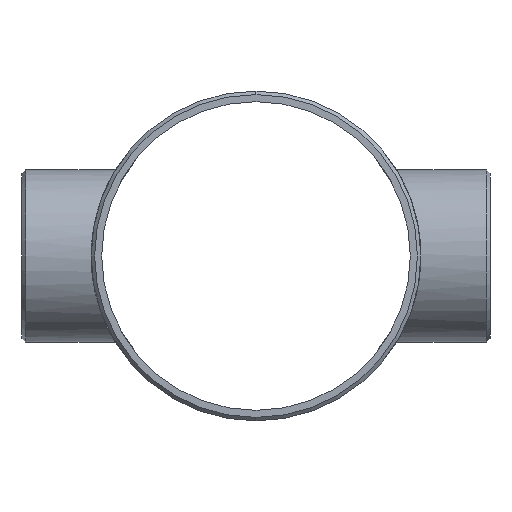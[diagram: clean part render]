
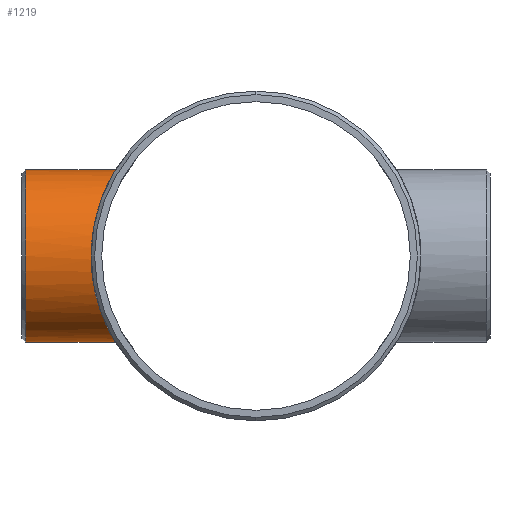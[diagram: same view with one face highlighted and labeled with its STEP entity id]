
A CAD part, left-side view. The second image highlights one B-rep face of the part: STEP entity #1219.
In plain terms, the highlighted cylindrical face has radius 57.15 mm (diameter 114.3 mm), a partial arc.
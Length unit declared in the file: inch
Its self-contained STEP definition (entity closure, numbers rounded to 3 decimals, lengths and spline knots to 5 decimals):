
#36 = CARTESIAN_POINT ( 'NONE',  ( -2.24989, 4.31245, -0.15187 ) ) ;
#43 = CARTESIAN_POINT ( 'NONE',  ( -2.16097, 4.26671, -0.62779 ) ) ;
#51 = EDGE_CURVE ( 'NONE', #104, #122, #822, .T. ) ;
#57 = CARTESIAN_POINT ( 'NONE',  ( -2.17219, 4.27238, 0.59128 ) ) ;
#58 = CARTESIAN_POINT ( 'NONE',  ( -1.94814, 4.16235, -1.13513 ) ) ;
#61 = CARTESIAN_POINT ( 'NONE',  ( -2.23125, 4.30274, 0.29944 ) ) ;
#69 = CARTESIAN_POINT ( 'NONE',  ( -1.37451, 3.92571, 1.78736 ) ) ;
#81 = DIRECTION ( 'NONE',  ( 0., -1., 0. ) ) ;
#85 = EDGE_CURVE ( 'NONE', #122, #1057, #961, .T. ) ;
#104 = VERTEX_POINT ( 'NONE', #259 ) ;
#121 = LINE ( 'NONE', #1106, #656 ) ;
#122 = VERTEX_POINT ( 'NONE', #376 ) ;
#127 = CARTESIAN_POINT ( 'NONE',  ( -0.59071, 3.72548, -2.17235 ) ) ;
#134 = CARTESIAN_POINT ( 'NONE',  ( -1.64106, 4.02816, -1.54098 ) ) ;
#155 = CARTESIAN_POINT ( 'NONE',  ( -0.48122, 3.71018, 2.19825 ) ) ;
#165 = CARTESIAN_POINT ( 'NONE',  ( -0.73304, 3.75118, -2.12756 ) ) ;
#167 = CARTESIAN_POINT ( 'NONE',  ( -1.82383, 4.10623, 1.31814 ) ) ;
#184 = CARTESIAN_POINT ( 'NONE',  ( -1.68963, 4.04824, -1.48759 ) ) ;
#198 = AXIS2_PLACEMENT_3D ( 'NONE', #1121, #335, #517 ) ;
#220 = CARTESIAN_POINT ( 'NONE',  ( -1.37358, 3.92698, -1.78244 ) ) ;
#225 = CARTESIAN_POINT ( 'NONE',  ( -1.4858, 3.96738, -1.69119 ) ) ;
#236 = CARTESIAN_POINT ( 'NONE',  ( -2.24535, 4.31008, 0.14942 ) ) ;
#245 = CARTESIAN_POINT ( 'NONE',  ( -2.18964, 4.28131, -0.51902 ) ) ;
#249 = CARTESIAN_POINT ( 'NONE',  ( -2.12791, 4.25003, -0.73492 ) ) ;
#255 = CARTESIAN_POINT ( 'NONE',  ( -2.17117, 4.27189, -0.59154 ) ) ;
#259 = CARTESIAN_POINT ( 'NONE',  ( 0., 6.02767, -2.25 ) ) ;
#261 = CARTESIAN_POINT ( 'NONE',  ( 0., 3.67902, -2.25 ) ) ;
#264 = CARTESIAN_POINT ( 'NONE',  ( -1.00339, 3.81114, 2.01916 ) ) ;
#272 = CARTESIAN_POINT ( 'NONE',  ( -2.13934, 4.2558, 0.69794 ) ) ;
#283 = CARTESIAN_POINT ( 'NONE',  ( -0.59058, 3.72594, 2.17143 ) ) ;
#327 = CARTESIAN_POINT ( 'NONE',  ( -0.51867, 3.71469, -2.19066 ) ) ;
#335 = DIRECTION ( 'NONE',  ( 0., -1., 0. ) ) ;
#359 = CARTESIAN_POINT ( 'NONE',  ( 0., 3.67902, 2.25 ) ) ;
#376 = CARTESIAN_POINT ( 'NONE',  ( 0., 3.67902, -2.25 ) ) ;
#388 = DIRECTION ( 'NONE',  ( 0., 0., -1. ) ) ;
#391 = CARTESIAN_POINT ( 'NONE',  ( -1.7589, 4.0778, -1.4036 ) ) ;
#410 = EDGE_LOOP ( 'NONE', ( #805, #1034, #531, #887 ) ) ;
#492 = FACE_OUTER_BOUND ( 'NONE', #410, .T. ) ;
#517 = DIRECTION ( 'NONE',  ( 0., 0., 1. ) ) ;
#531 = ORIENTED_EDGE ( 'NONE', *, *, #51, .T. ) ;
#541 = CIRCLE ( 'NONE', #198, 2.25 ) ;
#561 = CARTESIAN_POINT ( 'NONE',  ( -0.14956, 3.67902, 2.25 ) ) ;
#566 = CARTESIAN_POINT ( 'NONE',  ( -0.80262, 3.76539, -2.1023 ) ) ;
#568 = CARTESIAN_POINT ( 'NONE',  ( -0.73257, 3.7506, 2.12869 ) ) ;
#573 = CARTESIAN_POINT ( 'NONE',  ( -2.22006, 4.29694, 0.37333 ) ) ;
#576 = CARTESIAN_POINT ( 'NONE',  ( -1.94692, 4.16177, 1.13722 ) ) ;
#579 = CYLINDRICAL_SURFACE ( 'NONE', #993, 2.25 ) ;
#621 = DIRECTION ( 'NONE',  ( 0., -1., 0. ) ) ;
#622 = CARTESIAN_POINT ( 'NONE',  ( -1.82516, 4.10682, -1.3163 ) ) ;
#631 = CARTESIAN_POINT ( 'NONE',  ( -1.53914, 3.98772, -1.64278 ) ) ;
#652 = EDGE_CURVE ( 'NONE', #723, #104, #541, .T. ) ;
#656 = VECTOR ( 'NONE', #621, 39.37008 ) ;
#666 = CARTESIAN_POINT ( 'NONE',  ( -0.15178, 3.67902, -2.25 ) ) ;
#669 = CARTESIAN_POINT ( 'NONE',  ( -0.80153, 3.76475, 2.10366 ) ) ;
#675 = CARTESIAN_POINT ( 'NONE',  ( -1.13134, 3.84731, 1.95039 ) ) ;
#682 = CARTESIAN_POINT ( 'NONE',  ( -1.84497, 4.11567, 1.28838 ) ) ;
#723 = VERTEX_POINT ( 'NONE', #904 ) ;
#724 = CARTESIAN_POINT ( 'NONE',  ( -1.78139, 4.08756, -1.37495 ) ) ;
#731 = CARTESIAN_POINT ( 'NONE',  ( -1.28541, 3.897, -1.84704 ) ) ;
#737 = DIRECTION ( 'NONE',  ( 0., -1., 0. ) ) ;
#742 = CARTESIAN_POINT ( 'NONE',  ( -2.24911, 4.31204, 0.07372 ) ) ;
#743 = EDGE_CURVE ( 'NONE', #723, #1057, #121, .T. ) ;
#765 = CARTESIAN_POINT ( 'NONE',  ( -2.01732, 4.19551, -1.0072 ) ) ;
#771 = CARTESIAN_POINT ( 'NONE',  ( -1.68783, 4.04749, 1.48963 ) ) ;
#773 = CARTESIAN_POINT ( 'NONE',  ( -2.24252, 4.3086, 0.18715 ) ) ;
#793 = CARTESIAN_POINT ( 'NONE',  ( 0., 3.67902, 2.25 ) ) ;
#805 = ORIENTED_EDGE ( 'NONE', *, *, #743, .F. ) ;
#822 = LINE ( 'NONE', #1238, #870 ) ;
#836 = CARTESIAN_POINT ( 'NONE',  ( -2.25003, 4.31251, 0.03601 ) ) ;
#864 = CARTESIAN_POINT ( 'NONE',  ( -1.63911, 4.02736, 1.54305 ) ) ;
#869 = CARTESIAN_POINT ( 'NONE',  ( -1.0061, 3.81183, -2.01787 ) ) ;
#870 = VECTOR ( 'NONE', #737, 39.37008 ) ;
#880 = CARTESIAN_POINT ( 'NONE',  ( -2.01661, 4.19516, 1.00882 ) ) ;
#887 = ORIENTED_EDGE ( 'NONE', *, *, #85, .T. ) ;
#904 = CARTESIAN_POINT ( 'NONE',  ( 0., 6.02767, 2.25 ) ) ;
#951 = CARTESIAN_POINT ( 'NONE',  ( -2.19053, 4.28175, 0.51925 ) ) ;
#960 = CARTESIAN_POINT ( 'NONE',  ( -0.83692, 3.77286, -2.08888 ) ) ;
#961 = B_SPLINE_CURVE_WITH_KNOTS ( 'NONE', 3,
 ( #261, #666, #1214, #327, #127, #1052, #165, #566, #960, #869, #1107, #731, #1117, #220, #1112, #225, #631, #134, #184, #391, #724, #622, #1012, #58, #765, #1122, #249, #43, #255, #245, #1046, #1145, #36, #836, #742, #236, #773, #61, #573, #951, #57, #272, #1252, #1166, #1248, #880, #576, #682, #167, #1159, #1068, #771, #864, #978, #69, #675, #264, #669, #568, #1172, #283, #1044, #155, #965, #561, #359 ),
 .UNSPECIFIED., .F., .F.,
 ( 4, 2, 2, 2, 2, 2, 2, 2, 2, 2, 2, 2, 2, 2, 2, 2, 2, 2, 2, 2, 2, 2, 2, 2, 2, 2, 2, 2, 2, 2, 2, 2, 4 ),
 ( 0., 0.01138, 0.01707, 0.01992, 0.02276, 0.03414, 0.03699, 0.03983, 0.04552, 0.05121, 0.05406, 0.0569, 0.06828, 0.07397, 0.07682, 0.07966, 0.09104, 0.09389, 0.09673, 0.10242, 0.10811, 0.11096, 0.1138, 0.12518, 0.12803, 0.13087, 0.13656, 0.14794, 0.15932, 0.16501, 0.16786, 0.1707, 0.18208 ),
 .UNSPECIFIED. ) ;
#965 = CARTESIAN_POINT ( 'NONE',  ( -0.29773, 3.68816, 2.23524 ) ) ;
#978 = CARTESIAN_POINT ( 'NONE',  ( -1.48591, 3.96665, 1.69569 ) ) ;
#993 = AXIS2_PLACEMENT_3D ( 'NONE', #1182, #81, #388 ) ;
#1012 = CARTESIAN_POINT ( 'NONE',  ( -1.84633, 4.11628, -1.28643 ) ) ;
#1034 = ORIENTED_EDGE ( 'NONE', *, *, #652, .T. ) ;
#1044 = CARTESIAN_POINT ( 'NONE',  ( -0.51797, 3.71513, 2.18989 ) ) ;
#1046 = CARTESIAN_POINT ( 'NONE',  ( -2.19794, 4.28557, -0.48263 ) ) ;
#1052 = CARTESIAN_POINT ( 'NONE',  ( -0.69766, 3.74442, -2.13943 ) ) ;
#1057 = VERTEX_POINT ( 'NONE', #793 ) ;
#1068 = CARTESIAN_POINT ( 'NONE',  ( -1.75738, 4.07714, 1.4055 ) ) ;
#1106 = CARTESIAN_POINT ( 'NONE',  ( 0., 6.12, 2.25 ) ) ;
#1107 = CARTESIAN_POINT ( 'NONE',  ( -1.13403, 3.84812, -1.94879 ) ) ;
#1112 = CARTESIAN_POINT ( 'NONE',  ( -1.4021, 3.93705, -1.76009 ) ) ;
#1117 = CARTESIAN_POINT ( 'NONE',  ( -1.31528, 3.90696, -1.82589 ) ) ;
#1121 = CARTESIAN_POINT ( 'NONE',  ( 0., 6.02767, 0. ) ) ;
#1122 = CARTESIAN_POINT ( 'NONE',  ( -2.10259, 4.23738, -0.80436 ) ) ;
#1145 = CARTESIAN_POINT ( 'NONE',  ( -2.23488, 4.30456, -0.30002 ) ) ;
#1159 = CARTESIAN_POINT ( 'NONE',  ( -1.78002, 4.08696, 1.37672 ) ) ;
#1166 = CARTESIAN_POINT ( 'NONE',  ( -2.10199, 4.23714, 0.80345 ) ) ;
#1172 = CARTESIAN_POINT ( 'NONE',  ( -0.62642, 3.7318, 2.16136 ) ) ;
#1182 = CARTESIAN_POINT ( 'NONE',  ( 0., 6.12, 0. ) ) ;
#1214 = CARTESIAN_POINT ( 'NONE',  ( -0.30032, 3.68842, -2.23481 ) ) ;
#1219 = ADVANCED_FACE ( 'NONE', ( #492 ), #579, .T. ) ;
#1238 = CARTESIAN_POINT ( 'NONE',  ( 0., 6.12, -2.25 ) ) ;
#1248 = CARTESIAN_POINT ( 'NONE',  ( -2.08839, 4.23041, 0.83816 ) ) ;
#1252 = CARTESIAN_POINT ( 'NONE',  ( -2.12749, 4.24985, 0.73326 ) ) ;
